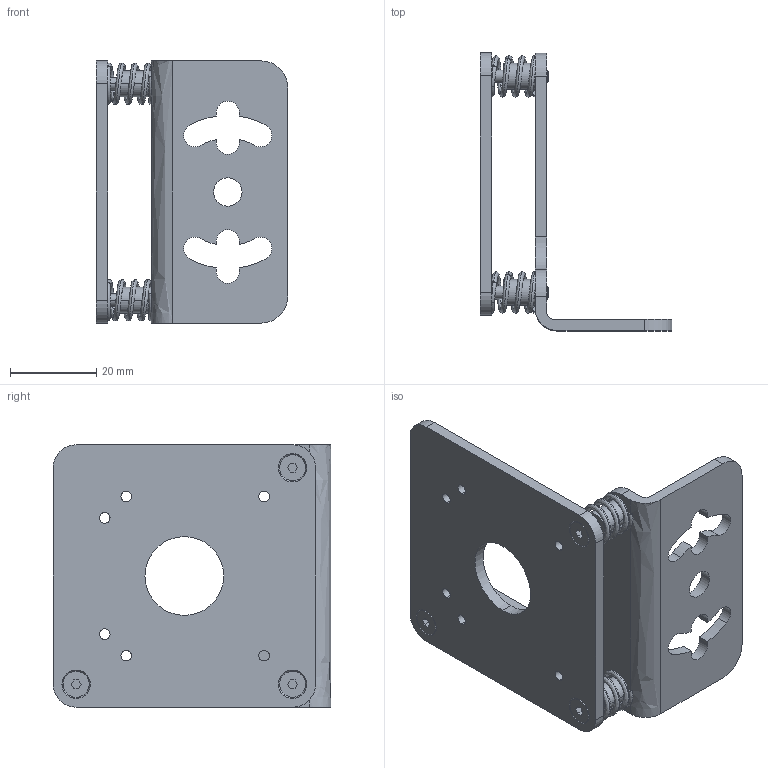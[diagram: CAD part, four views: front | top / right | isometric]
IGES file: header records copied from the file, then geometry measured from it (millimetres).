
Start section:  PTC IGES file: 141774.igs
Global section: file name: 141774.igs; native system: Pro/ENGINEER by Parametric Technology Corporation; preprocessor: 2006170; author: banengservice; organization: Unknown; date: 20080808.143108; units: inch
Bounding box: 44.58 x 64.52 x 60.96 mm (x, y, z)
Volume: 17363.5 mm3; surface area: 16585 mm2
Topology: 1 solids, 1 shells, 197 faces, 506 edges, 320 vertices
Faces by surface type: revolution 106, bspline 88, extrusion 3
